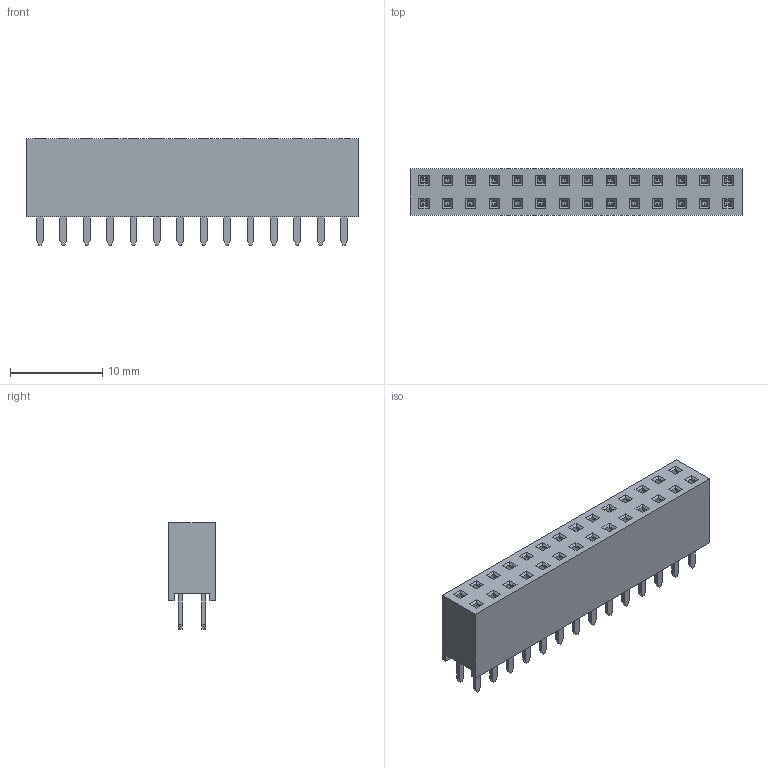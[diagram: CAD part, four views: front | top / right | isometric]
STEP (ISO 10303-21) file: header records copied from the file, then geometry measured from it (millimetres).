
FILE_DESCRIPTION(/* description */ ('Unknown'),/* implementation_level */ '2;1');
FILE_NAME(/* name */ '61302821821',/* time_stamp */ '2022-06-30T08:01:20+02:00',/* author */ ('Unknown'),/* organization */ ('Unknown'),/* preprocessor_version */ 'ST-DEVELOPER v16.7',/* originating_system */ 'Solid Edge',/* authorisation */ 'Unknown');
FILE_SCHEMA (('AUTOMOTIVE_DESIGN {1 0 10303 214 3 1 1}'));
Length unit declared in the file: millimetre
Products named in the file (3): 6130xx21821; 61302821821; 6130xx21821_PIN
Assembly tree (29 placements, depth 2):
  6130xx21821
    61302821821
    6130xx21821_PIN  x28
Bounding box: 36.06 x 5.08 x 11.6 mm (x, y, z)
Volume: 1263.4 mm3; surface area: 3119.1 mm2
Topology: 29 solids, 29 shells, 1158 faces, 3076 edges, 1976 vertices
Faces by surface type: plane 878, cylinder 168, bspline 56, torus 56
Entity records: 11669 total; most frequent: CARTESIAN_POINT 2068, ORIENTED_EDGE 1986, DIRECTION 1813, EDGE_CURVE 993, LINE 971, VECTOR 971, VERTEX_POINT 624, EDGE_LOOP 433
